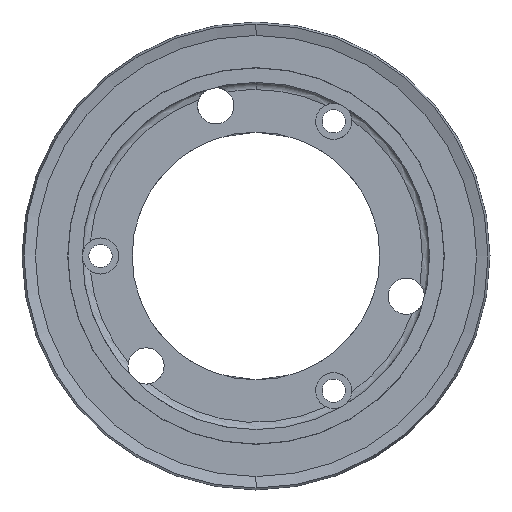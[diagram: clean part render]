
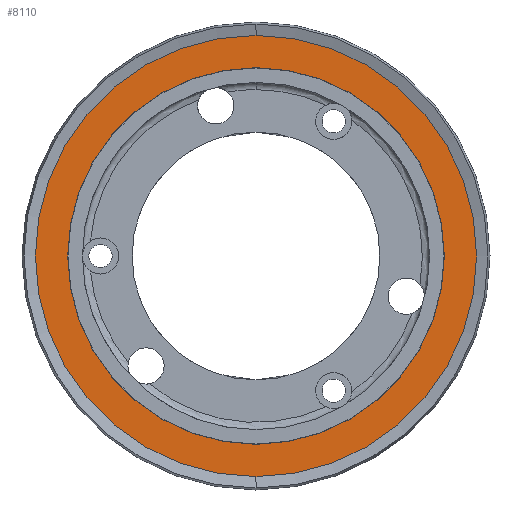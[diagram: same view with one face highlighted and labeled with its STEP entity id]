
A CAD part, left-side view. The second image highlights one B-rep face of the part: STEP entity #8110.
In plain terms, the highlighted planar face has unit normal (-1, 0, 0).
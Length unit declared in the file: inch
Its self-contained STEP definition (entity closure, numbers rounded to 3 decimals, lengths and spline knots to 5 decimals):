
#620 = EDGE_LOOP ( 'NONE', ( #6524, #9515 ) ) ;
#693 = VERTEX_POINT ( 'NONE', #5796 ) ;
#784 = CARTESIAN_POINT ( 'NONE',  ( 0.80791, 1.73844, 3.05954 ) ) ;
#920 = CARTESIAN_POINT ( 'NONE',  ( 0.80791, 1.73844, 1.43254 ) ) ;
#1005 = CIRCLE ( 'NONE', #5854, 1.90633 ) ;
#1056 = FACE_BOUND ( 'NONE', #620, .T. ) ;
#1349 = PLANE ( 'NONE',  #12316 ) ;
#1982 = AXIS2_PLACEMENT_3D ( 'NONE', #2803, #8575, #11453 ) ;
#2783 = CARTESIAN_POINT ( 'NONE',  ( 0.80791, 1.73844, 1.15321 ) ) ;
#2803 = CARTESIAN_POINT ( 'NONE',  ( 0.80791, 1.73844, 3.05954 ) ) ;
#3300 = DIRECTION ( 'NONE',  ( 1., 0., 0. ) ) ;
#3431 = CARTESIAN_POINT ( 'NONE',  ( 0.80791, 3.64478, 3.05954 ) ) ;
#4004 = VERTEX_POINT ( 'NONE', #8872 ) ;
#5080 = VERTEX_POINT ( 'NONE', #920 ) ;
#5337 = AXIS2_PLACEMENT_3D ( 'NONE', #8414, #8362, #12052 ) ;
#5363 = EDGE_CURVE ( 'NONE', #693, #10719, #11799, .T. ) ;
#5596 = DIRECTION ( 'NONE',  ( 0., 0., -1. ) ) ;
#5698 = ORIENTED_EDGE ( 'NONE', *, *, #5363, .F. ) ;
#5796 = CARTESIAN_POINT ( 'NONE',  ( 0.80791, 1.73844, 4.96588 ) ) ;
#5854 = AXIS2_PLACEMENT_3D ( 'NONE', #7192, #3300, #8143 ) ;
#6524 = ORIENTED_EDGE ( 'NONE', *, *, #10230, .T. ) ;
#7098 = FACE_OUTER_BOUND ( 'NONE', #10450, .T. ) ;
#7192 = CARTESIAN_POINT ( 'NONE',  ( 0.80791, 1.73844, 3.05954 ) ) ;
#8012 = DIRECTION ( 'NONE',  ( 0., 0., 1. ) ) ;
#8110 = ADVANCED_FACE ( 'NONE', ( #1056, #7098 ), #1349, .T. ) ;
#8143 = DIRECTION ( 'NONE',  ( 0., 0., -1. ) ) ;
#8362 = DIRECTION ( 'NONE',  ( 1., 0., 0. ) ) ;
#8414 = CARTESIAN_POINT ( 'NONE',  ( 0.80791, 1.73844, 3.05954 ) ) ;
#8479 = DIRECTION ( 'NONE',  ( 1., 0., 0. ) ) ;
#8575 = DIRECTION ( 'NONE',  ( 1., 0., 0. ) ) ;
#8697 = CIRCLE ( 'NONE', #5337, 1.627 ) ;
#8872 = CARTESIAN_POINT ( 'NONE',  ( 0.80791, 1.73844, 4.68654 ) ) ;
#9510 = ORIENTED_EDGE ( 'NONE', *, *, #10527, .F. ) ;
#9515 = ORIENTED_EDGE ( 'NONE', *, *, #9579, .T. ) ;
#9579 = EDGE_CURVE ( 'NONE', #4004, #5080, #8697, .T. ) ;
#9945 = DIRECTION ( 'NONE',  ( -1., 0., 0. ) ) ;
#10230 = EDGE_CURVE ( 'NONE', #5080, #4004, #12366, .T. ) ;
#10450 = EDGE_LOOP ( 'NONE', ( #5698, #9510 ) ) ;
#10527 = EDGE_CURVE ( 'NONE', #10719, #693, #1005, .T. ) ;
#10719 = VERTEX_POINT ( 'NONE', #2783 ) ;
#11453 = DIRECTION ( 'NONE',  ( 0., 0., -1. ) ) ;
#11603 = AXIS2_PLACEMENT_3D ( 'NONE', #784, #8479, #5596 ) ;
#11799 = CIRCLE ( 'NONE', #11603, 1.90633 ) ;
#12052 = DIRECTION ( 'NONE',  ( 0., 0., -1. ) ) ;
#12316 = AXIS2_PLACEMENT_3D ( 'NONE', #3431, #9945, #8012 ) ;
#12366 = CIRCLE ( 'NONE', #1982, 1.627 ) ;
